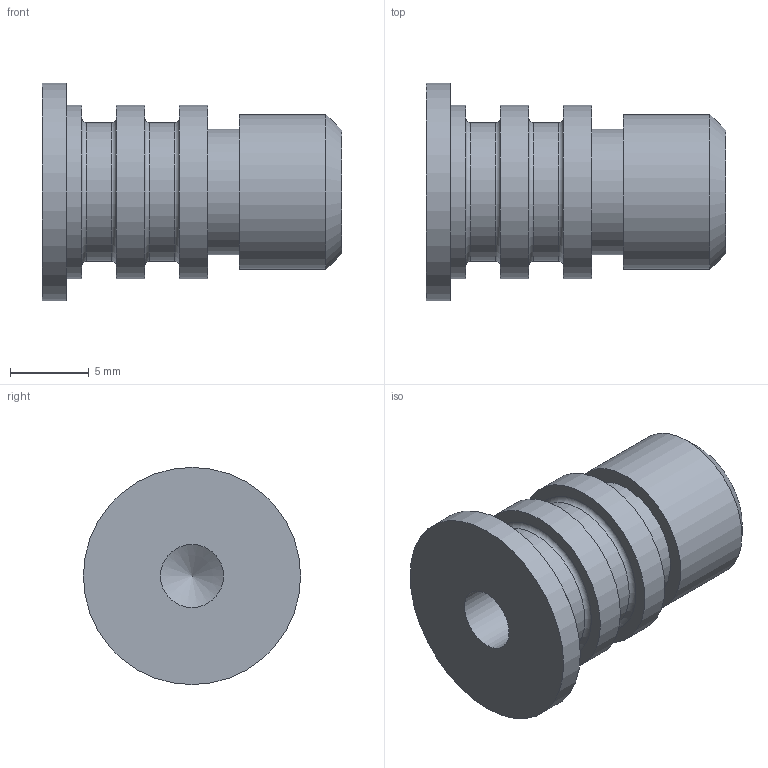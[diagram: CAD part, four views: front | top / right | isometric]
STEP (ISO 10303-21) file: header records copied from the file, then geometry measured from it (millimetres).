
FILE_DESCRIPTION(/* description */ (''),/* implementation_level */ '2;1');
FILE_NAME(/* name */ 'penetrator_charging.step',/* time_stamp */ '2024-09-25T12:03:52+02:00',/* author */ (''),/* organization */ (''),/* preprocessor_version */ 'ST-DEVELOPER v20',/* originating_system */ 'Autodesk Translation Framework v13.20.0.188',/* authorisation */ '');
FILE_SCHEMA (('AUTOMOTIVE_DESIGN { 1 0 10303 214 3 1 1 }'));
Length unit declared in the file: millimetre
Products named in the file (1): logger_penetrator_charging
Bounding box: 19 x 13.8 x 13.8 mm (x, y, z)
Volume: 1331.7 mm3; surface area: 1229.4 mm2
Topology: 1 solids, 1 shells, 24 faces, 43 edges, 28 vertices
Faces by surface type: cylinder 9, plane 9, torus 4, cone 2
Full cylindrical faces by diameter (mm): 4 x1, 8 x1, 8.8 x2, 9.85 x1, 11 x3, 13.8 x1
Entity records: 630 total; most frequent: DIRECTION 123, CARTESIAN_POINT 95, ORIENTED_EDGE 84, AXIS2_PLACEMENT_3D 56, EDGE_CURVE 42, EDGE_LOOP 32, CIRCLE 31, VERTEX_POINT 28
